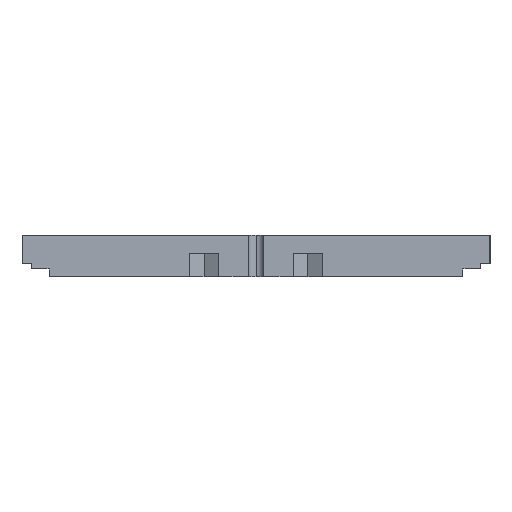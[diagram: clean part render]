
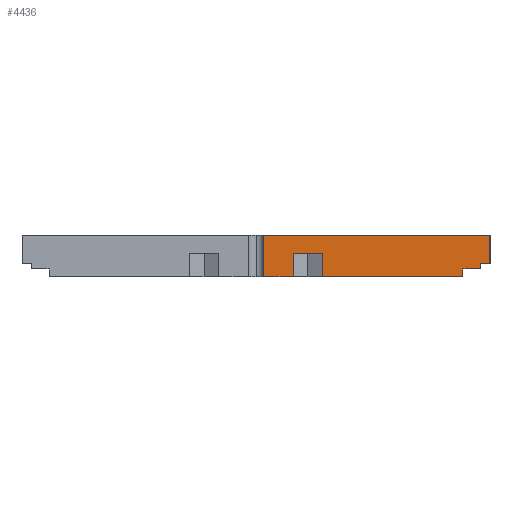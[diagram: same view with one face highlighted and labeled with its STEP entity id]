
A CAD part, left-side view. The second image highlights one B-rep face of the part: STEP entity #4436.
In plain terms, the highlighted planar face has unit normal (-1, 0, 0).
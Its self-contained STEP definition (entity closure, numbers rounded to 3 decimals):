
#6 = CARTESIAN_POINT ( 'NONE',  ( 0., -46.5, 8. ) ) ;
#43 = CARTESIAN_POINT ( 'NONE',  ( 0., -8.65, 4.5 ) ) ;
#126 = EDGE_CURVE ( 'NONE', #181, #3064, #3365, .T. ) ;
#135 = CARTESIAN_POINT ( 'NONE',  ( 0., -41.3, 1.5 ) ) ;
#175 = DIRECTION ( 'NONE',  ( -1., 0., 0. ) ) ;
#181 = VERTEX_POINT ( 'NONE', #6 ) ;
#197 = CARTESIAN_POINT ( 'NONE',  ( 0., -44.7, 2.5 ) ) ;
#220 = VECTOR ( 'NONE', #624, 1000. ) ;
#349 = CARTESIAN_POINT ( 'NONE',  ( 0., -14.35, 0. ) ) ;
#385 = VERTEX_POINT ( 'NONE', #2033 ) ;
#392 = LINE ( 'NONE', #3651, #4222 ) ;
#458 = VERTEX_POINT ( 'NONE', #197 ) ;
#549 = CARTESIAN_POINT ( 'NONE',  ( 0., -44.7, 2.5 ) ) ;
#560 = ORIENTED_EDGE ( 'NONE', *, *, #1112, .T. ) ;
#607 = VERTEX_POINT ( 'NONE', #3910 ) ;
#612 = LINE ( 'NONE', #549, #2971 ) ;
#624 = DIRECTION ( 'NONE',  ( 0., 1., 0. ) ) ;
#656 = DIRECTION ( 'NONE',  ( 0., 1., 0. ) ) ;
#747 = VECTOR ( 'NONE', #3105, 1000. ) ;
#755 = ORIENTED_EDGE ( 'NONE', *, *, #1151, .F. ) ;
#806 = LINE ( 'NONE', #3937, #747 ) ;
#827 = LINE ( 'NONE', #1545, #1081 ) ;
#863 = LINE ( 'NONE', #2964, #4192 ) ;
#908 = EDGE_CURVE ( 'NONE', #3336, #2131, #3042, .T. ) ;
#1065 = VERTEX_POINT ( 'NONE', #349 ) ;
#1068 = CARTESIAN_POINT ( 'NONE',  ( 0., -8.65, 0. ) ) ;
#1081 = VECTOR ( 'NONE', #656, 1000. ) ;
#1112 = EDGE_CURVE ( 'NONE', #1161, #385, #4708, .T. ) ;
#1151 = EDGE_CURVE ( 'NONE', #181, #3077, #806, .T. ) ;
#1161 = VERTEX_POINT ( 'NONE', #43 ) ;
#1163 = CARTESIAN_POINT ( 'NONE',  ( 0., -8.65, 4.5 ) ) ;
#1232 = LINE ( 'NONE', #3032, #2975 ) ;
#1239 = AXIS2_PLACEMENT_3D ( 'NONE', #1725, #175, #2113 ) ;
#1354 = VECTOR ( 'NONE', #2262, 1000. ) ;
#1433 = EDGE_CURVE ( 'NONE', #607, #3064, #1232, .T. ) ;
#1545 = CARTESIAN_POINT ( 'NONE',  ( 0., -46.5, 0. ) ) ;
#1575 = FACE_OUTER_BOUND ( 'NONE', #2455, .T. ) ;
#1597 = ORIENTED_EDGE ( 'NONE', *, *, #908, .F. ) ;
#1725 = CARTESIAN_POINT ( 'NONE',  ( 0., -46.5, 8. ) ) ;
#1821 = EDGE_CURVE ( 'NONE', #458, #3336, #2103, .T. ) ;
#1886 = CARTESIAN_POINT ( 'NONE',  ( 0., -3., 4.5 ) ) ;
#1903 = VERTEX_POINT ( 'NONE', #4559 ) ;
#2033 = CARTESIAN_POINT ( 'NONE',  ( 0., -14.35, 4.5 ) ) ;
#2070 = DIRECTION ( 'NONE',  ( 0., 0., -1. ) ) ;
#2103 = LINE ( 'NONE', #4959, #2344 ) ;
#2113 = DIRECTION ( 'NONE',  ( 0., 0., 1. ) ) ;
#2131 = VERTEX_POINT ( 'NONE', #3063 ) ;
#2197 = EDGE_CURVE ( 'NONE', #385, #1065, #863, .T. ) ;
#2262 = DIRECTION ( 'NONE',  ( 0., 0., -1. ) ) ;
#2285 = CARTESIAN_POINT ( 'NONE',  ( 0., -46.5, 2.5 ) ) ;
#2308 = ORIENTED_EDGE ( 'NONE', *, *, #3675, .F. ) ;
#2309 = ORIENTED_EDGE ( 'NONE', *, *, #3881, .F. ) ;
#2314 = EDGE_CURVE ( 'NONE', #3077, #458, #612, .T. ) ;
#2338 = LINE ( 'NONE', #135, #4700 ) ;
#2344 = VECTOR ( 'NONE', #2960, 1000. ) ;
#2455 = EDGE_LOOP ( 'NONE', ( #3470, #560, #2602, #2309, #2488, #1597, #3072, #3002, #755, #4815, #4304, #2308 ) ) ;
#2488 = ORIENTED_EDGE ( 'NONE', *, *, #2835, .F. ) ;
#2596 = EDGE_CURVE ( 'NONE', #1161, #4347, #2775, .T. ) ;
#2602 = ORIENTED_EDGE ( 'NONE', *, *, #2197, .T. ) ;
#2634 = PLANE ( 'NONE',  #1239 ) ;
#2775 = LINE ( 'NONE', #1163, #1354 ) ;
#2804 = CARTESIAN_POINT ( 'NONE',  ( 0., -44.7, 1.5 ) ) ;
#2835 = EDGE_CURVE ( 'NONE', #2131, #1903, #2338, .T. ) ;
#2891 = DIRECTION ( 'NONE',  ( 0., 1., 0. ) ) ;
#2960 = DIRECTION ( 'NONE',  ( 0., 0., -1. ) ) ;
#2964 = CARTESIAN_POINT ( 'NONE',  ( 0., -14.35, 4.5 ) ) ;
#2971 = VECTOR ( 'NONE', #2891, 1000. ) ;
#2975 = VECTOR ( 'NONE', #4199, 1000. ) ;
#3002 = ORIENTED_EDGE ( 'NONE', *, *, #2314, .F. ) ;
#3032 = CARTESIAN_POINT ( 'NONE',  ( 0., -3., 0. ) ) ;
#3042 = LINE ( 'NONE', #2804, #3274 ) ;
#3063 = CARTESIAN_POINT ( 'NONE',  ( 0., -41.3, 1.5 ) ) ;
#3064 = VERTEX_POINT ( 'NONE', #5031 ) ;
#3072 = ORIENTED_EDGE ( 'NONE', *, *, #1821, .F. ) ;
#3077 = VERTEX_POINT ( 'NONE', #2285 ) ;
#3105 = DIRECTION ( 'NONE',  ( 0., 0., -1. ) ) ;
#3274 = VECTOR ( 'NONE', #4067, 1000. ) ;
#3336 = VERTEX_POINT ( 'NONE', #3654 ) ;
#3365 = LINE ( 'NONE', #3408, #220 ) ;
#3408 = CARTESIAN_POINT ( 'NONE',  ( 0., -46.5, 8. ) ) ;
#3470 = ORIENTED_EDGE ( 'NONE', *, *, #2596, .F. ) ;
#3651 = CARTESIAN_POINT ( 'NONE',  ( 0., -46.5, 0. ) ) ;
#3654 = CARTESIAN_POINT ( 'NONE',  ( 0., -44.7, 1.5 ) ) ;
#3675 = EDGE_CURVE ( 'NONE', #4347, #607, #827, .T. ) ;
#3881 = EDGE_CURVE ( 'NONE', #1903, #1065, #392, .T. ) ;
#3884 = DIRECTION ( 'NONE',  ( 0., -1., 0. ) ) ;
#3910 = CARTESIAN_POINT ( 'NONE',  ( 0., -3., 0. ) ) ;
#3937 = CARTESIAN_POINT ( 'NONE',  ( 0., -46.5, 8. ) ) ;
#4002 = DIRECTION ( 'NONE',  ( 0., 1., 0. ) ) ;
#4067 = DIRECTION ( 'NONE',  ( 0., 1., 0. ) ) ;
#4192 = VECTOR ( 'NONE', #4931, 1000. ) ;
#4199 = DIRECTION ( 'NONE',  ( 0., 0., 1. ) ) ;
#4222 = VECTOR ( 'NONE', #4002, 1000. ) ;
#4304 = ORIENTED_EDGE ( 'NONE', *, *, #1433, .F. ) ;
#4347 = VERTEX_POINT ( 'NONE', #1068 ) ;
#4436 = ADVANCED_FACE ( 'NONE', ( #1575 ), #2634, .T. ) ;
#4559 = CARTESIAN_POINT ( 'NONE',  ( 0., -41.3, 0. ) ) ;
#4700 = VECTOR ( 'NONE', #2070, 1000. ) ;
#4708 = LINE ( 'NONE', #1886, #5014 ) ;
#4815 = ORIENTED_EDGE ( 'NONE', *, *, #126, .T. ) ;
#4931 = DIRECTION ( 'NONE',  ( 0., 0., -1. ) ) ;
#4959 = CARTESIAN_POINT ( 'NONE',  ( 0., -44.7, 1.5 ) ) ;
#5014 = VECTOR ( 'NONE', #3884, 1000. ) ;
#5031 = CARTESIAN_POINT ( 'NONE',  ( 0., -3., 8. ) ) ;
